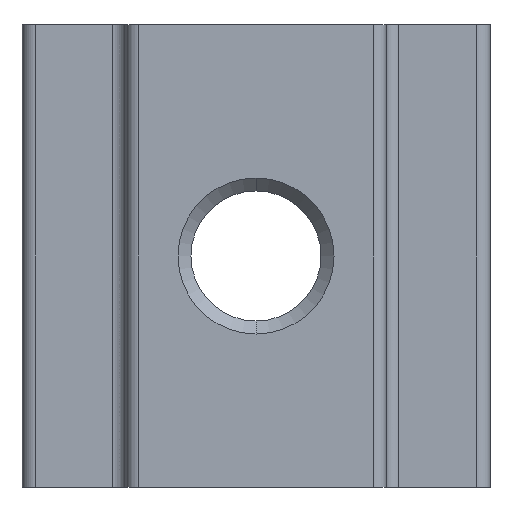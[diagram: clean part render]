
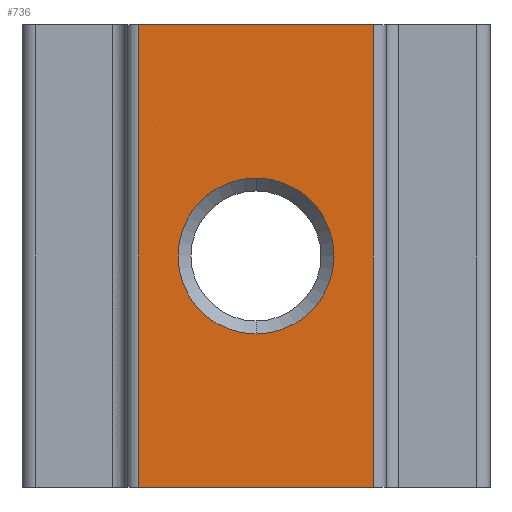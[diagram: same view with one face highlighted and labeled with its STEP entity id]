
A CAD part, front view. The second image highlights one B-rep face of the part: STEP entity #736.
In plain terms, the highlighted planar face has unit normal (0, -1, 0).
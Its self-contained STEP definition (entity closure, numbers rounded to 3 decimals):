
#6 = CIRCLE ( 'NONE', #29, 3. ) ;
#25 = DIRECTION ( 'NONE',  ( 0., 0., 1. ) ) ;
#28 = EDGE_CURVE ( 'NONE', #295, #554, #479, .T. ) ;
#29 = AXIS2_PLACEMENT_3D ( 'NONE', #571, #872, #59 ) ;
#32 = DIRECTION ( 'NONE',  ( 1., 0., 0. ) ) ;
#41 = DIRECTION ( 'NONE',  ( 0., 1., 0. ) ) ;
#57 = CARTESIAN_POINT ( 'NONE',  ( -4.5, 0., 0. ) ) ;
#59 = DIRECTION ( 'NONE',  ( 0., 0., 1. ) ) ;
#62 = EDGE_CURVE ( 'NONE', #743, #642, #495, .T. ) ;
#93 = PLANE ( 'NONE',  #469 ) ;
#100 = VECTOR ( 'NONE', #25, 1000. ) ;
#144 = FACE_BOUND ( 'NONE', #457, .T. ) ;
#173 = CARTESIAN_POINT ( 'NONE',  ( 4.5, 0., 17.8 ) ) ;
#187 = CARTESIAN_POINT ( 'NONE',  ( -5., 0., 17.8 ) ) ;
#230 = CARTESIAN_POINT ( 'NONE',  ( 4.5, 0., 17.8 ) ) ;
#233 = EDGE_CURVE ( 'NONE', #816, #778, #588, .T. ) ;
#246 = EDGE_CURVE ( 'NONE', #554, #295, #6, .T. ) ;
#265 = ORIENTED_EDGE ( 'NONE', *, *, #28, .T. ) ;
#269 = CARTESIAN_POINT ( 'NONE',  ( 4.5, 0., 0. ) ) ;
#273 = DIRECTION ( 'NONE',  ( 0., 0., 1. ) ) ;
#290 = VECTOR ( 'NONE', #32, 1000. ) ;
#295 = VERTEX_POINT ( 'NONE', #522 ) ;
#329 = DIRECTION ( 'NONE',  ( 0., 0., 1. ) ) ;
#347 = ORIENTED_EDGE ( 'NONE', *, *, #373, .F. ) ;
#352 = CARTESIAN_POINT ( 'NONE',  ( -5., 0., 17.8 ) ) ;
#369 = LINE ( 'NONE', #946, #399 ) ;
#373 = EDGE_CURVE ( 'NONE', #816, #642, #476, .T. ) ;
#375 = VECTOR ( 'NONE', #582, 1000. ) ;
#399 = VECTOR ( 'NONE', #445, 1000. ) ;
#445 = DIRECTION ( 'NONE',  ( 1., 0., 0. ) ) ;
#455 = ORIENTED_EDGE ( 'NONE', *, *, #246, .T. ) ;
#457 = EDGE_LOOP ( 'NONE', ( #455, #265 ) ) ;
#469 = AXIS2_PLACEMENT_3D ( 'NONE', #352, #41, #273 ) ;
#476 = LINE ( 'NONE', #187, #290 ) ;
#479 = CIRCLE ( 'NONE', #677, 3. ) ;
#495 = LINE ( 'NONE', #173, #100 ) ;
#500 = ORIENTED_EDGE ( 'NONE', *, *, #815, .T. ) ;
#504 = FACE_OUTER_BOUND ( 'NONE', #632, .T. ) ;
#507 = CARTESIAN_POINT ( 'NONE',  ( 0., 0., 5.9 ) ) ;
#522 = CARTESIAN_POINT ( 'NONE',  ( 0., 0., 11.9 ) ) ;
#554 = VERTEX_POINT ( 'NONE', #507 ) ;
#571 = CARTESIAN_POINT ( 'NONE',  ( 0., 0., 8.9 ) ) ;
#582 = DIRECTION ( 'NONE',  ( 0., 0., -1. ) ) ;
#588 = LINE ( 'NONE', #814, #375 ) ;
#619 = DIRECTION ( 'NONE',  ( 0., 1., 0. ) ) ;
#632 = EDGE_LOOP ( 'NONE', ( #347, #937, #500, #845 ) ) ;
#642 = VERTEX_POINT ( 'NONE', #230 ) ;
#677 = AXIS2_PLACEMENT_3D ( 'NONE', #772, #619, #329 ) ;
#736 = ADVANCED_FACE ( 'NONE', ( #144, #504 ), #93, .F. ) ;
#743 = VERTEX_POINT ( 'NONE', #269 ) ;
#772 = CARTESIAN_POINT ( 'NONE',  ( 0., 0., 8.9 ) ) ;
#778 = VERTEX_POINT ( 'NONE', #57 ) ;
#806 = CARTESIAN_POINT ( 'NONE',  ( -4.5, 0., 17.8 ) ) ;
#814 = CARTESIAN_POINT ( 'NONE',  ( -4.5, 0., 17.8 ) ) ;
#815 = EDGE_CURVE ( 'NONE', #778, #743, #369, .T. ) ;
#816 = VERTEX_POINT ( 'NONE', #806 ) ;
#845 = ORIENTED_EDGE ( 'NONE', *, *, #62, .T. ) ;
#872 = DIRECTION ( 'NONE',  ( 0., 1., 0. ) ) ;
#937 = ORIENTED_EDGE ( 'NONE', *, *, #233, .T. ) ;
#946 = CARTESIAN_POINT ( 'NONE',  ( -5., 0., 0. ) ) ;
